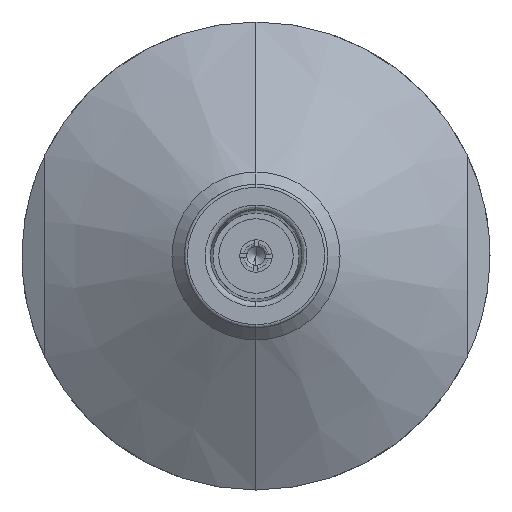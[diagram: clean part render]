
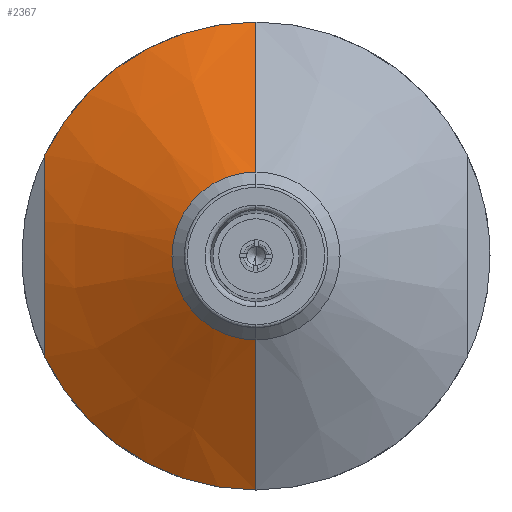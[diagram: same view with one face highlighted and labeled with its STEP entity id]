
A CAD part, left-side view. The second image highlights one B-rep face of the part: STEP entity #2367.
In plain terms, the highlighted conical face has half-angle 60 degrees and reference radius 22 mm.
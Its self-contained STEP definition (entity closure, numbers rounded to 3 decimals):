
#121 = VERTEX_POINT ( 'NONE', #1148 ) ;
#151 = EDGE_CURVE ( 'NONE', #2071, #121, #3157, .T. ) ;
#162 = DIRECTION ( 'NONE',  ( 1., 0., 0. ) ) ;
#233 = LINE ( 'NONE', #458, #1160 ) ;
#272 = CONICAL_SURFACE ( 'NONE', #408, 22., 1.047 ) ;
#403 = CARTESIAN_POINT ( 'NONE',  ( 19.141, 19.84, 9.507 ) ) ;
#408 = AXIS2_PLACEMENT_3D ( 'NONE', #655, #3196, #583 ) ;
#447 = CARTESIAN_POINT ( 'NONE',  ( 17.92, 19.84, -1.567 ) ) ;
#458 = CARTESIAN_POINT ( 'NONE',  ( 19.141, 0., 22. ) ) ;
#488 = ORIENTED_EDGE ( 'NONE', *, *, #2151, .T. ) ;
#498 = VERTEX_POINT ( 'NONE', #2820 ) ;
#535 = CARTESIAN_POINT ( 'NONE',  ( 19.141, 0., 0. ) ) ;
#540 = ORIENTED_EDGE ( 'NONE', *, *, #2132, .T. ) ;
#560 = DIRECTION ( 'NONE',  ( 0., 0., -1. ) ) ;
#583 = DIRECTION ( 'NONE',  ( 0., 0., -1. ) ) ;
#606 = AXIS2_PLACEMENT_3D ( 'NONE', #535, #2910, #560 ) ;
#655 = CARTESIAN_POINT ( 'NONE',  ( 19.141, 0., 0. ) ) ;
#828 = CARTESIAN_POINT ( 'NONE',  ( 19.141, 19.84, 9.507 ) ) ;
#910 = CARTESIAN_POINT ( 'NONE',  ( 11., 0., -7.9 ) ) ;
#961 = CARTESIAN_POINT ( 'NONE',  ( 18.436, 19.84, -6.366 ) ) ;
#986 = AXIS2_PLACEMENT_3D ( 'NONE', #2039, #1260, #3367 ) ;
#992 = CARTESIAN_POINT ( 'NONE',  ( 18.01, 19.84, 3.221 ) ) ;
#1045 = CIRCLE ( 'NONE', #1505, 22. ) ;
#1116 = CARTESIAN_POINT ( 'NONE',  ( 19.141, 0., 22. ) ) ;
#1148 = CARTESIAN_POINT ( 'NONE',  ( 19.141, 0., -22. ) ) ;
#1160 = VECTOR ( 'NONE', #1749, 1000. ) ;
#1230 = CARTESIAN_POINT ( 'NONE',  ( 17.893, 19.84, -0.765 ) ) ;
#1260 = DIRECTION ( 'NONE',  ( 1., 0., 0. ) ) ;
#1456 = EDGE_CURVE ( 'NONE', #121, #498, #1045, .T. ) ;
#1492 = CARTESIAN_POINT ( 'NONE',  ( 17.895, 19.84, 1.634 ) ) ;
#1503 = EDGE_LOOP ( 'NONE', ( #488, #3161, #2637, #540, #2153, #2060 ) ) ;
#1505 = AXIS2_PLACEMENT_3D ( 'NONE', #2525, #162, #2821 ) ;
#1523 = CARTESIAN_POINT ( 'NONE',  ( 18.03, 19.84, -3.177 ) ) ;
#1703 = EDGE_CURVE ( 'NONE', #2754, #1947, #3129, .T. ) ;
#1734 = CIRCLE ( 'NONE', #986, 7.9 ) ;
#1749 = DIRECTION ( 'NONE',  ( 0.5, 0., 0.866 ) ) ;
#1785 = VERTEX_POINT ( 'NONE', #2702 ) ;
#1947 = VERTEX_POINT ( 'NONE', #1116 ) ;
#2039 = CARTESIAN_POINT ( 'NONE',  ( 11., 0., 0. ) ) ;
#2060 = ORIENTED_EDGE ( 'NONE', *, *, #151, .F. ) ;
#2071 = VERTEX_POINT ( 'NONE', #910 ) ;
#2132 = EDGE_CURVE ( 'NONE', #2754, #498, #2150, .T. ) ;
#2150 = B_SPLINE_CURVE_WITH_KNOTS ( 'NONE', 3,
 ( #403, #2520, #2483, #992, #1492, #1230, #447, #1523, #2309, #961, #2293, #2831 ),
 .UNSPECIFIED., .F., .F.,
 ( 4, 2, 2, 2, 2, 4 ),
 ( 0., 0.005, 0.01, 0.012, 0.014, 0.019 ),
 .UNSPECIFIED. ) ;
#2151 = EDGE_CURVE ( 'NONE', #2071, #1785, #1734, .T. ) ;
#2153 = ORIENTED_EDGE ( 'NONE', *, *, #1456, .F. ) ;
#2197 = EDGE_CURVE ( 'NONE', #1785, #1947, #233, .T. ) ;
#2293 = CARTESIAN_POINT ( 'NONE',  ( 18.75, 19.84, -7.942 ) ) ;
#2309 = CARTESIAN_POINT ( 'NONE',  ( 18.113, 19.84, -3.977 ) ) ;
#2367 = ADVANCED_FACE ( 'NONE', ( #2447 ), #272, .T. ) ;
#2372 = VECTOR ( 'NONE', #3186, 1000. ) ;
#2447 = FACE_OUTER_BOUND ( 'NONE', #1503, .T. ) ;
#2483 = CARTESIAN_POINT ( 'NONE',  ( 18.438, 19.84, 6.377 ) ) ;
#2520 = CARTESIAN_POINT ( 'NONE',  ( 18.751, 19.84, 7.946 ) ) ;
#2525 = CARTESIAN_POINT ( 'NONE',  ( 19.141, 0., 0. ) ) ;
#2637 = ORIENTED_EDGE ( 'NONE', *, *, #1703, .F. ) ;
#2702 = CARTESIAN_POINT ( 'NONE',  ( 11., 0., 7.9 ) ) ;
#2754 = VERTEX_POINT ( 'NONE', #828 ) ;
#2820 = CARTESIAN_POINT ( 'NONE',  ( 19.141, 19.84, -9.507 ) ) ;
#2821 = DIRECTION ( 'NONE',  ( 0., 0., -1. ) ) ;
#2831 = CARTESIAN_POINT ( 'NONE',  ( 19.141, 19.84, -9.507 ) ) ;
#2910 = DIRECTION ( 'NONE',  ( 1., 0., 0. ) ) ;
#3129 = CIRCLE ( 'NONE', #606, 22. ) ;
#3157 = LINE ( 'NONE', #3174, #2372 ) ;
#3161 = ORIENTED_EDGE ( 'NONE', *, *, #2197, .T. ) ;
#3174 = CARTESIAN_POINT ( 'NONE',  ( 19.141, 0., -22. ) ) ;
#3186 = DIRECTION ( 'NONE',  ( 0.5, 0., -0.866 ) ) ;
#3196 = DIRECTION ( 'NONE',  ( 1., 0., 0. ) ) ;
#3367 = DIRECTION ( 'NONE',  ( 0., 0., -1. ) ) ;
